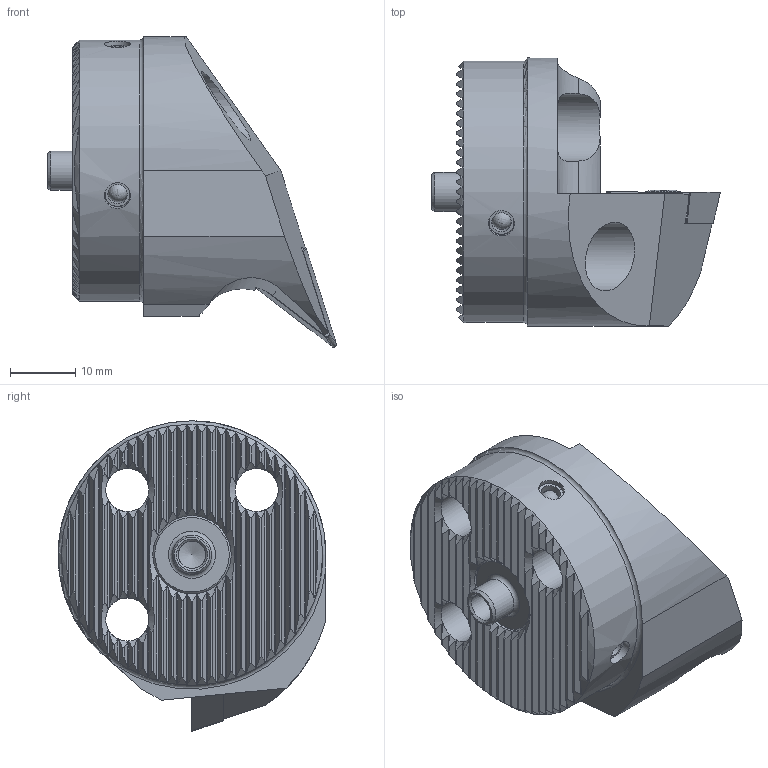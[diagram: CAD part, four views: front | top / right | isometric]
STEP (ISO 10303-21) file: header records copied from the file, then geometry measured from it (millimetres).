
FILE_DESCRIPTION (( 'STEP AP214' ), '1' );
FILE_NAME ('WK1.BVB.RQC.040.STEP', '2021-09-13T09:26:33', ( '' ), ( '' ), 'SwSTEP 2.0', 'SolidWorks 2017', '' );
FILE_SCHEMA (( 'AUTOMOTIVE_DESIGN' ));
Length unit declared in the file: millimetre
Products named in the file (7): VCMT160404; WCB-ER2.001.009_A; WKX-ER1.004.005_A_PreviewCfg; WK1.BVB.RQC.040; WK1-BVB.RQC.040_A_Fertigbearbeitung; WK2-ER1.001.012_A_Fertigbearbeitung; KVT_MB_600_040
Assembly tree (8 placements, depth 2):
  WK1.BVB.RQC.040
    WK1-BVB.RQC.040_A_Fertigbearbeitung
    KVT_MB_600_040  x2
    VCMT160404
    WCB-ER2.001.009_A
    WKX-ER1.004.005_A_PreviewCfg  x2
    WK2-ER1.001.012_A_Fertigbearbeitung
Bounding box: 44.2 x 41 x 47.5 mm (x, y, z)
Volume: 25212.1 mm3; surface area: 11311.2 mm2
Topology: 10 solids, 10 shells, 416 faces, 1134 edges, 730 vertices
Faces by surface type: plane 218, cylinder 107, cone 66, bspline 16, torus 6, sphere 3
Full cylindrical faces by diameter (mm): 1.7 x2, 3 x2, 3.3 x7, 4 x9, 4.2 x5, 4.4 x1, 5.25 x1, 6 x1, 6.1 x1, 6.6 x3, 10.5 x3, 12 x2, 40 x1
Entity records: 14332 total; most frequent: CARTESIAN_POINT 4877, ORIENTED_EDGE 1946, DIRECTION 1544, EDGE_CURVE 973, VERTEX_POINT 670, AXIS2_PLACEMENT_3D 606, EDGE_LOOP 475, FACE_OUTER_BOUND 425
